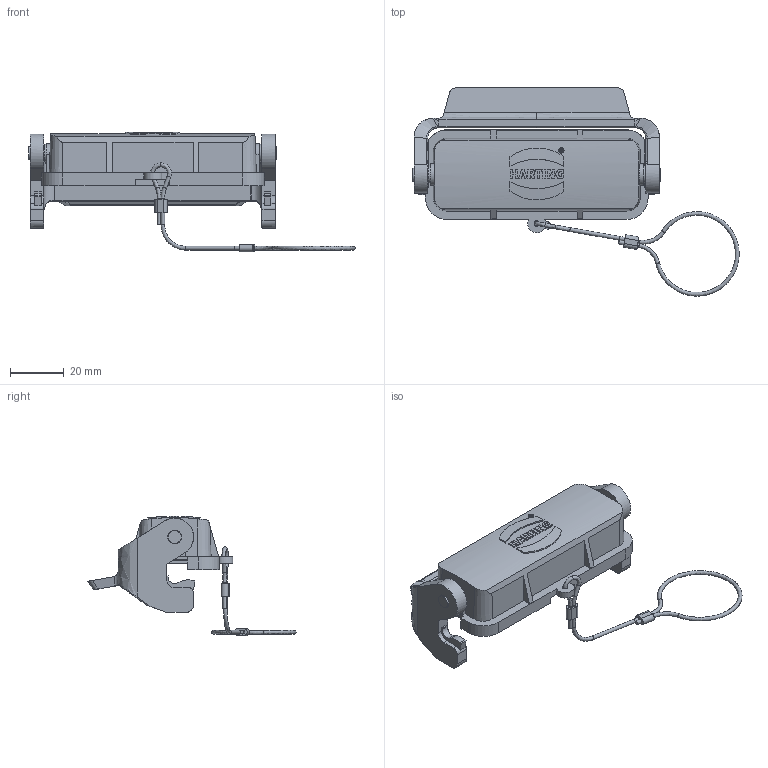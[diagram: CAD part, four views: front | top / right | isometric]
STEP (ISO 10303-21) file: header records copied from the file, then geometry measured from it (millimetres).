
FILE_DESCRIPTION(/* description */ (''),/* implementation_level */ '2;1');
FILE_NAME(/* name */ '100170315ugm000_c.stp',/* time_stamp */ '2019-09-06T10:24:25+02:00',/* author */ (''),/* organization */ (''),/* preprocessor_version */ 'ST-DEVELOPER v16.7',/* originating_system */ 'SIEMENS PLM Software NX 12.0',/* authorisation */ '');
FILE_SCHEMA (('AUTOMOTIVE_DESIGN { 1 0 10303 214 3 1 1 1 }'));
Length unit declared in the file: millimetre
Products named in the file (1): 100170315ugm000_c
Bounding box: 121.01 x 77.18 x 44.35 mm (x, y, z)
Volume: 19871.1 mm3; surface area: 21833.3 mm2
Topology: 2 solids, 2 shells, 361 faces, 932 edges, 599 vertices
Faces by surface type: plane 207, cylinder 90, bspline 47, cone 10, torus 4, extrusion 3
Full cylindrical faces by diameter (mm): 1.4 x1, 2 x1, 2.05 x1, 4.8 x2, 5.1 x2, 6.5 x2
Entity records: 14520 total; most frequent: CARTESIAN_POINT 4231, ORIENTED_EDGE 1782, DIRECTION 1626, EDGE_CURVE 891, VERTEX_POINT 590, AXIS2_PLACEMENT_3D 545, VECTOR 536, LINE 533
